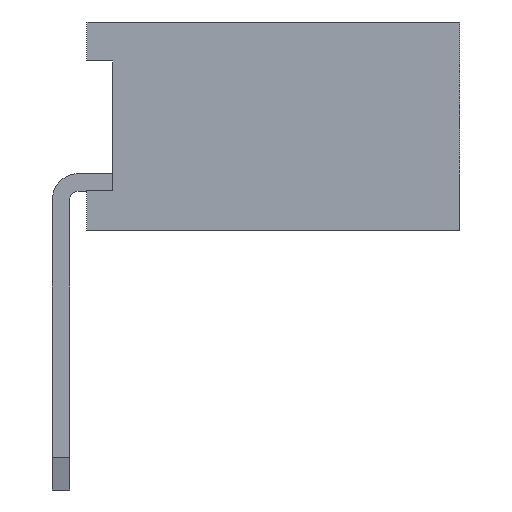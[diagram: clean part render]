
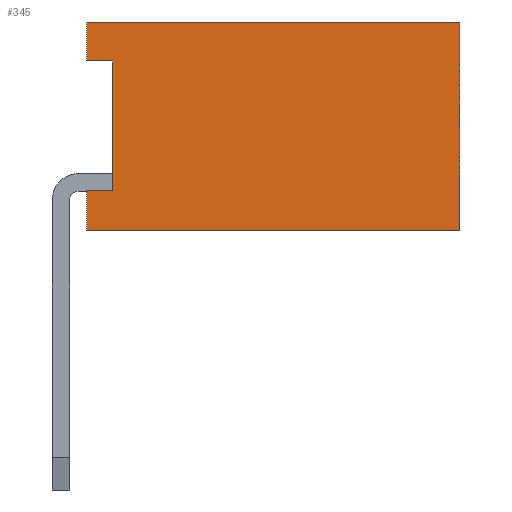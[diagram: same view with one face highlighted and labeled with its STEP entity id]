
A CAD part, left-side view. The second image highlights one B-rep face of the part: STEP entity #345.
In plain terms, the highlighted planar face has unit normal (-1, 0, 0).
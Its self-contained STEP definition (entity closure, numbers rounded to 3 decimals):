
#345=ADVANCED_FACE('',(#13289),#13291,.T.);
#13289=FACE_BOUND('',#13290,.T.);
#13290=EDGE_LOOP('',(#23609,#23610,#23611,#23612,#23613,#23614,#23615,#23616));
#13291=PLANE('',#13292);
#13292=AXIS2_PLACEMENT_3D('',#13293,#13294,#13295);
#13293=CARTESIAN_POINT('',(-1.,-4.6,0.));
#13294=DIRECTION('',(-1.,0.,0.));
#13295=DIRECTION('',(0.,0.,1.));
#23609=ORIENTED_EDGE('',*,*,#31333,.T.);
#23610=ORIENTED_EDGE('',*,*,#31433,.T.);
#23611=ORIENTED_EDGE('',*,*,#31238,.T.);
#23612=ORIENTED_EDGE('',*,*,#31432,.F.);
#23613=ORIENTED_EDGE('',*,*,#31434,.F.);
#23614=ORIENTED_EDGE('',*,*,#31435,.T.);
#23615=ORIENTED_EDGE('',*,*,#31436,.T.);
#23616=ORIENTED_EDGE('',*,*,#31427,.F.);
#31238=EDGE_CURVE('',#35158,#35155,#35159,.F.);
#31333=EDGE_CURVE('',#35348,#35346,#35349,.F.);
#31427=EDGE_CURVE('',#35348,#35529,#35530,.T.);
#31432=EDGE_CURVE('',#35536,#35155,#35538,.T.);
#31433=EDGE_CURVE('',#35346,#35158,#35539,.T.);
#31434=EDGE_CURVE('',#35540,#35536,#35541,.T.);
#31435=EDGE_CURVE('',#35540,#35542,#35543,.T.);
#31436=EDGE_CURVE('',#35542,#35529,#35544,.T.);
#35155=VERTEX_POINT('',#41597);
#35158=VERTEX_POINT('',#41602);
#35159=LINE('',#41603,#41604);
#35346=VERTEX_POINT('',#41978);
#35348=VERTEX_POINT('',#41982);
#35349=LINE('',#41983,#41984);
#35529=VERTEX_POINT('',#42351);
#35530=LINE('',#42352,#42353);
#35536=VERTEX_POINT('',#42366);
#35538=LINE('',#42370,#42371);
#35539=LINE('',#42373,#42374);
#35540=VERTEX_POINT('',#42376);
#35541=LINE('',#42377,#42378);
#35542=VERTEX_POINT('',#42380);
#35543=LINE('',#42381,#42382);
#35544=LINE('',#42384,#42385);
#41597=CARTESIAN_POINT('',(-1.,-0.3,0.45));
#41602=CARTESIAN_POINT('',(-1.,-0.6,0.45));
#41603=CARTESIAN_POINT('',(-1.,-0.3,0.45));
#41604=VECTOR('',#41605,1.);
#41605=DIRECTION('',(0.,-1.,0.));
#41978=CARTESIAN_POINT('',(-1.,-0.6,1.95));
#41982=CARTESIAN_POINT('',(-1.,-0.3,1.95));
#41983=CARTESIAN_POINT('',(-1.,-0.6,1.95));
#41984=VECTOR('',#41985,1.);
#41985=DIRECTION('',(0.,1.,0.));
#42351=CARTESIAN_POINT('',(-1.,-0.3,2.4));
#42352=CARTESIAN_POINT('',(-1.,-0.3,1.95));
#42353=VECTOR('',#42354,1.);
#42354=DIRECTION('',(0.,0.,1.));
#42366=CARTESIAN_POINT('',(-1.,-0.3,0.));
#42370=CARTESIAN_POINT('',(-1.,-0.3,0.));
#42371=VECTOR('',#42372,1.);
#42372=DIRECTION('',(0.,0.,1.));
#42373=CARTESIAN_POINT('',(-1.,-0.6,1.95));
#42374=VECTOR('',#42375,1.);
#42375=DIRECTION('',(0.,0.,-1.));
#42376=CARTESIAN_POINT('',(-1.,-4.6,0.));
#42377=CARTESIAN_POINT('',(-1.,-4.6,0.));
#42378=VECTOR('',#42379,1.);
#42379=DIRECTION('',(0.,1.,0.));
#42380=CARTESIAN_POINT('',(-1.,-4.6,2.4));
#42381=CARTESIAN_POINT('',(-1.,-4.6,0.));
#42382=VECTOR('',#42383,1.);
#42383=DIRECTION('',(0.,0.,1.));
#42384=CARTESIAN_POINT('',(-1.,-4.6,2.4));
#42385=VECTOR('',#42386,1.);
#42386=DIRECTION('',(0.,1.,0.));
